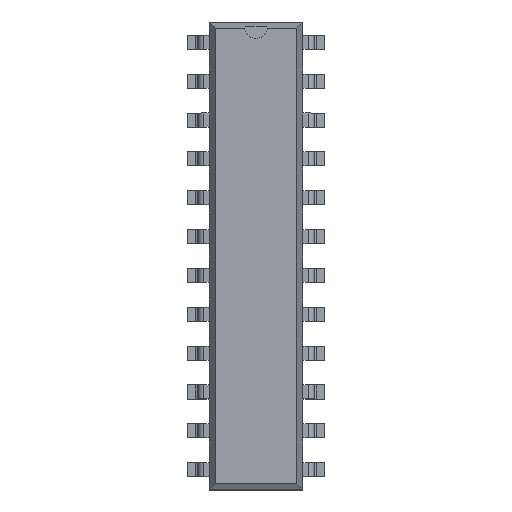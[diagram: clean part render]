
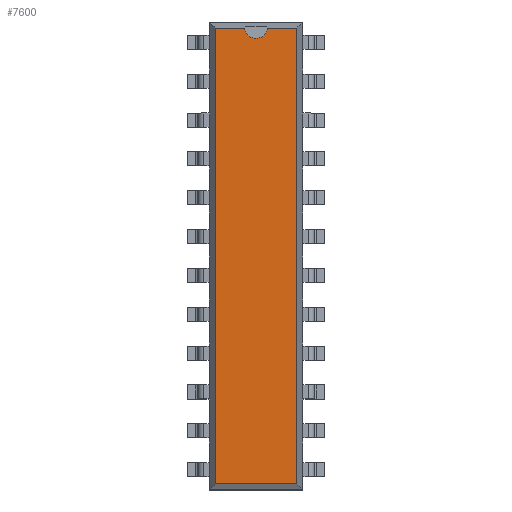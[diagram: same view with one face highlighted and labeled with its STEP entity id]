
A CAD part, top view. The second image highlights one B-rep face of the part: STEP entity #7600.
In plain terms, the highlighted planar face has unit normal (0, 0, 1).
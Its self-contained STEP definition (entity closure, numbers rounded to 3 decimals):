
#27=VECTOR('',#28,1.);
#28=DIRECTION('',(0.,1.,0.));
#34=VECTOR('',#35,1.);
#35=DIRECTION('',(-1.,0.,0.));
#41=VECTOR('',#42,1.);
#42=DIRECTION('',(0.,-1.,0.));
#46=VECTOR('',#47,1.);
#47=DIRECTION('',(1.,0.,0.));
#50=DIRECTION('',(0.,0.,-1.));
#1419=DIRECTION('',(0.,0.,-1.));
#5098=VERTEX_POINT('',#5099);
#5099=CARTESIAN_POINT('',(2.661,14.901,3.68));
#5101=ORIENTED_EDGE('',*,*,#5102,.F.);
#5102=EDGE_CURVE('',#5103,#5098,#5105,.T.);
#5103=VERTEX_POINT('',#5104);
#5104=CARTESIAN_POINT('',(2.661,-14.901,3.68));
#5105=LINE('',#5104,#27);
#6311=VERTEX_POINT('',#6312);
#6312=CARTESIAN_POINT('',(-2.661,14.901,3.68));
#6314=ORIENTED_EDGE('',*,*,#6315,.F.);
#6315=EDGE_CURVE('',#6316,#6311,#6318,.T.);
#6316=VERTEX_POINT('',#6317);
#6317=CARTESIAN_POINT('',(-0.746,14.901,3.68));
#6318=LINE('',#5099,#34);
#6337=VERTEX_POINT('',#6338);
#6338=CARTESIAN_POINT('',(0.746,14.901,3.68));
#6344=ORIENTED_EDGE('',*,*,#6345,.F.);
#6345=EDGE_CURVE('',#5098,#6337,#6318,.T.);
#6389=VERTEX_POINT('',#6390);
#6390=CARTESIAN_POINT('',(-2.661,-14.901,3.68));
#6392=ORIENTED_EDGE('',*,*,#6393,.F.);
#6393=EDGE_CURVE('',#6311,#6389,#6394,.T.);
#6394=LINE('',#6312,#41);
#7595=ORIENTED_EDGE('',*,*,#7596,.F.);
#7596=EDGE_CURVE('',#6389,#5103,#7597,.T.);
#7597=LINE('',#6390,#46);
#7600=ADVANCED_FACE('',(#7601),#7612,.F.);
#7601=FACE_BOUND('',#7602,.F.);
#7602=EDGE_LOOP('',(#5101,#7595,#6392,#6314,#7603,#7610,#6344));
#7603=ORIENTED_EDGE('',*,*,#7604,.F.);
#7604=EDGE_CURVE('',#7605,#6316,#7607,.T.);
#7605=VERTEX_POINT('',#7606);
#7606=CARTESIAN_POINT('',(0.,14.226,3.68));
#7607=CIRCLE('',#7608,0.75);
#7608=AXIS2_PLACEMENT_3D('',#7609,#1419,#42);
#7609=CARTESIAN_POINT('',(0.,14.976,3.68));
#7610=ORIENTED_EDGE('',*,*,#7611,.F.);
#7611=EDGE_CURVE('',#6337,#7605,#7607,.T.);
#7612=PLANE('',#7613);
#7613=AXIS2_PLACEMENT_3D('',#5104,#50,#7614);
#7614=DIRECTION('',(-0.176,0.984,0.));
